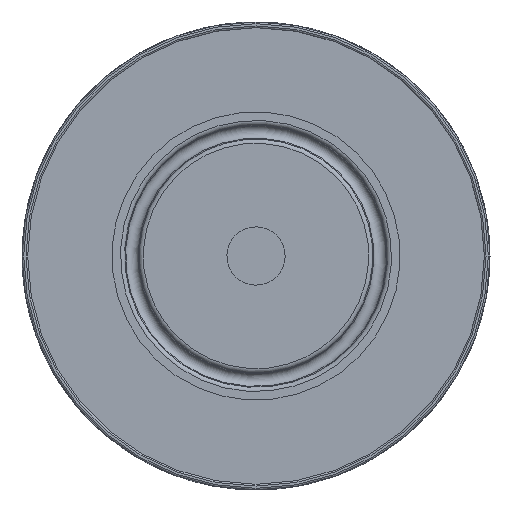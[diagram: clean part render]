
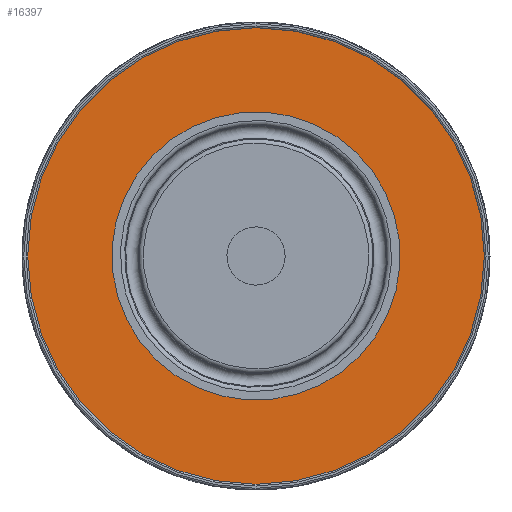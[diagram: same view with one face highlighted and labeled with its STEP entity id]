
A CAD part, front view. The second image highlights one B-rep face of the part: STEP entity #16397.
In plain terms, the highlighted planar face has unit normal (0, -1, 0).
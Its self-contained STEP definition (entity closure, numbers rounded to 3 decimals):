
#311=FACE_BOUND('',#4903,.T.);
#645=PLANE('',#17533);
#3951=FACE_OUTER_BOUND('',#4902,.T.);
#4902=EDGE_LOOP('',(#11046,#11047));
#4903=EDGE_LOOP('',(#11048,#11049));
#5970=CIRCLE('',#17531,6.35);
#5971=CIRCLE('',#17532,6.35);
#5972=CIRCLE('',#17534,40.);
#5973=CIRCLE('',#17535,40.);
#6821=VERTEX_POINT('',#24700);
#6822=VERTEX_POINT('',#24702);
#6823=VERTEX_POINT('',#24706);
#6824=VERTEX_POINT('',#24707);
#8446=EDGE_CURVE('',#6822,#6821,#5970,.T.);
#8447=EDGE_CURVE('',#6821,#6822,#5971,.T.);
#8448=EDGE_CURVE('',#6823,#6824,#5972,.T.);
#8449=EDGE_CURVE('',#6824,#6823,#5973,.T.);
#11046=ORIENTED_EDGE('',*,*,#8448,.F.);
#11047=ORIENTED_EDGE('',*,*,#8449,.F.);
#11048=ORIENTED_EDGE('',*,*,#8446,.T.);
#11049=ORIENTED_EDGE('',*,*,#8447,.T.);
#16397=ADVANCED_FACE('',(#3951,#311),#645,.T.);
#17531=AXIS2_PLACEMENT_3D('',#24703,#19717,#19718);
#17532=AXIS2_PLACEMENT_3D('',#24704,#19719,#19720);
#17533=AXIS2_PLACEMENT_3D('',#24705,#19721,#19722);
#17534=AXIS2_PLACEMENT_3D('',#24708,#19723,#19724);
#17535=AXIS2_PLACEMENT_3D('',#24709,#19725,#19726);
#19717=DIRECTION('center_axis',(0.,1.,0.));
#19718=DIRECTION('ref_axis',(0.866,0.,0.5));
#19719=DIRECTION('center_axis',(0.,1.,0.));
#19720=DIRECTION('ref_axis',(0.866,0.,0.5));
#19721=DIRECTION('center_axis',(0.,-1.,0.));
#19722=DIRECTION('ref_axis',(0.5,0.,-0.866));
#19723=DIRECTION('center_axis',(0.,1.,0.));
#19724=DIRECTION('ref_axis',(0.866,0.,0.5));
#19725=DIRECTION('center_axis',(0.,1.,0.));
#19726=DIRECTION('ref_axis',(0.866,0.,0.5));
#24700=CARTESIAN_POINT('',(-5.499,-68.7,-3.175));
#24702=CARTESIAN_POINT('',(5.499,-68.7,3.175));
#24703=CARTESIAN_POINT('Origin',(0.,-68.7,
0.));
#24704=CARTESIAN_POINT('Origin',(0.,-68.7,
0.));
#24705=CARTESIAN_POINT('Origin',(20.07,-68.7,11.588));
#24706=CARTESIAN_POINT('',(34.641,-68.7,20.));
#24707=CARTESIAN_POINT('',(-34.641,-68.7,-20.));
#24708=CARTESIAN_POINT('Origin',(0.,-68.7,
0.));
#24709=CARTESIAN_POINT('Origin',(0.,-68.7,
0.));
